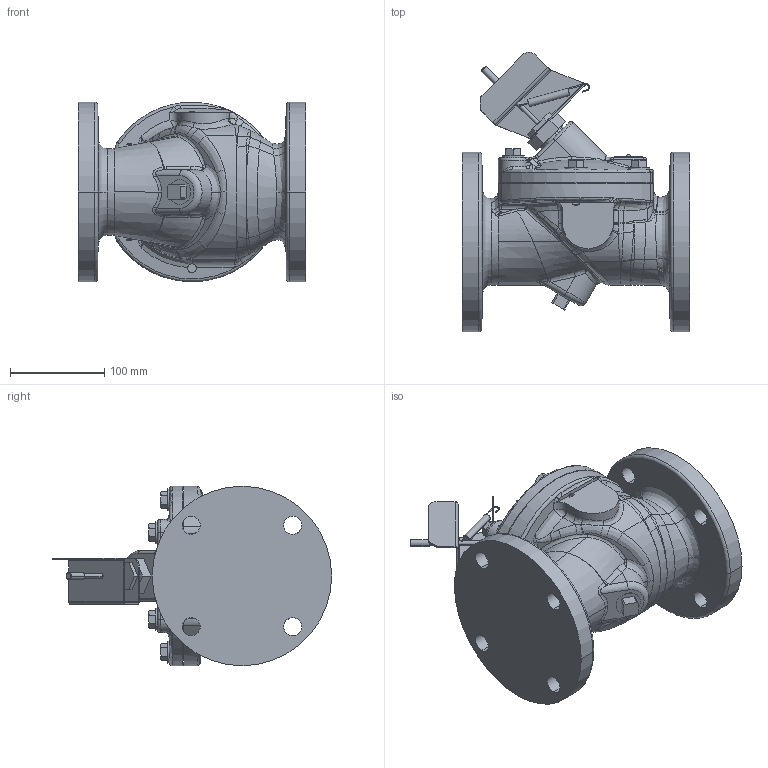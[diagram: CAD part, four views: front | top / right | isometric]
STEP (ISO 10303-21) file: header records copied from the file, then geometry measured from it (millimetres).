
FILE_DESCRIPTION((''),'2;1');
FILE_NAME('503AMI_SW0002','2020-07-24T08:46:01',('tomb'),(''),'CREO PARAMETRIC BY PTC INC, 2020053','CREO PARAMETRIC BY PTC INC, 2020053','');
FILE_SCHEMA(('CONFIG_CONTROL_DESIGN'));
Products named in the file (1): 503AMI_SW0002
Bounding box: 241.3 x 296.54 x 190.5 mm (x, y, z)
Volume: 2411507.9 mm3; surface area: 428220.2 mm2
Topology: 1 solids, 1 shells, 1144 faces, 2725 edges, 1621 vertices
Faces by surface type: bspline 490, cylinder 274, plane 230, torus 68, cone 54, sphere 28
Entity records: 75687 total; most frequent: CARTESIAN_POINT 52673, ORIENTED_EDGE 5430, DIRECTION 3892, EDGE_CURVE 2715, AXIS2_PLACEMENT_3D 1626, VERTEX_POINT 1622, EDGE_LOOP 1225, FACE_OUTER_BOUND 1144
